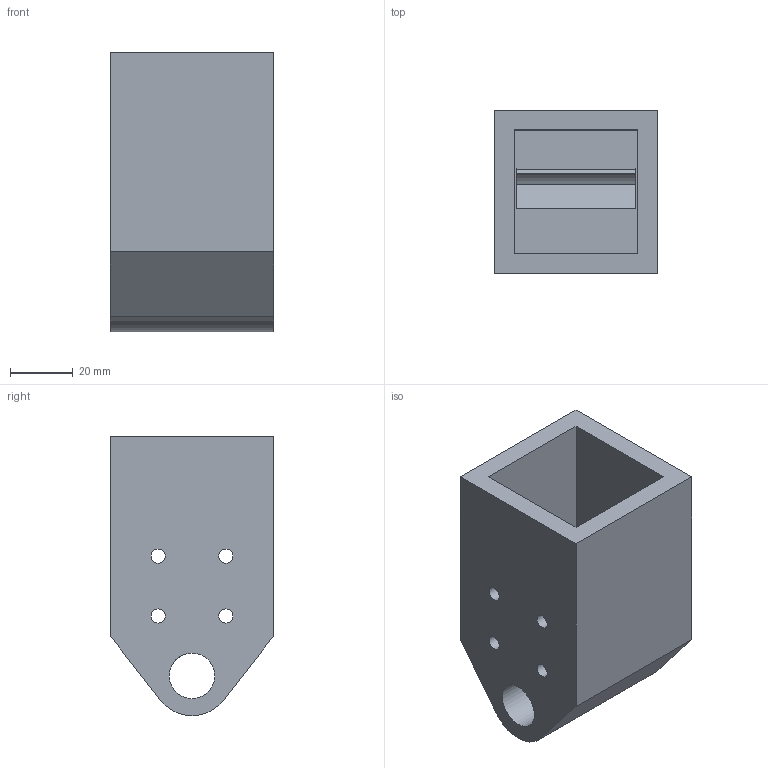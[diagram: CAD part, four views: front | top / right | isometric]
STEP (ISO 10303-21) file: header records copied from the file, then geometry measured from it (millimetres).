
FILE_DESCRIPTION(/* description */ (''),/* implementation_level */ '2;1');
FILE_NAME(/* name */ 'CS_Climb_Outer_Tube_End_Cap.stp',/* time_stamp */ '2024-02-21T23:59:01-06:00',/* author */ ('kelle'),/* organization */ (''),/* preprocessor_version */ 'ST-DEVELOPER v19',/* originating_system */ 'Autodesk Inventor 2023',/* authorisation */ '');
FILE_SCHEMA (('AUTOMOTIVE_DESIGN { 1 0 10303 214 3 1 1 }'));
Length unit declared in the file: inch
Products named in the file (1): CS_Climb_Outer_Tube_End_Cap
Bounding box: 52.07 x 52.07 x 88.86 mm (x, y, z)
Volume: 100797.2 mm3; surface area: 34660.2 mm2
Topology: 1 solids, 1 shells, 27 faces, 75 edges, 50 vertices
Faces by surface type: plane 17, cylinder 10
Full cylindrical faces by diameter (mm): 4.5 x8, 14.5 x1
Entity records: 960 total; most frequent: DIRECTION 153, CARTESIAN_POINT 153, ORIENTED_EDGE 150, EDGE_CURVE 75, LINE 53, VECTOR 53, VERTEX_POINT 50, AXIS2_PLACEMENT_3D 50
